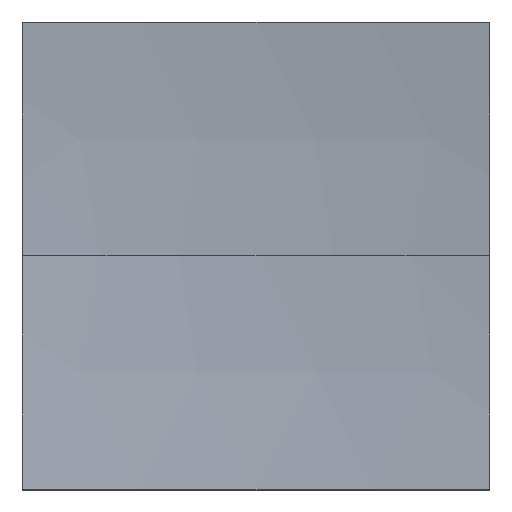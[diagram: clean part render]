
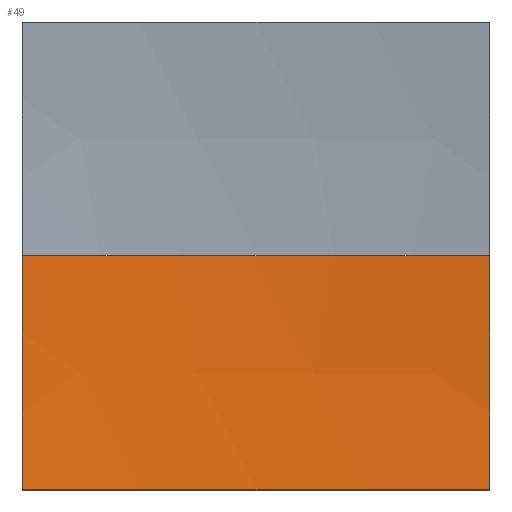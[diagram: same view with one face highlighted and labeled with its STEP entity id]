
A CAD part, top view. The second image highlights one B-rep face of the part: STEP entity #49.
In plain terms, the highlighted spherical face has radius 60 mm.
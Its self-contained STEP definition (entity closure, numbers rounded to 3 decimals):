
#1 = CIRCLE ( 'NONE', #219, 59.674 ) ;
#4 = ORIENTED_EDGE ( 'NONE', *, *, #155, .T. ) ;
#5 = AXIS2_PLACEMENT_3D ( 'NONE', #159, #236, #40 ) ;
#9 = DIRECTION ( 'NONE',  ( 1., 0., 0. ) ) ;
#16 = EDGE_CURVE ( 'NONE', #191, #42, #246, .T. ) ;
#21 = AXIS2_PLACEMENT_3D ( 'NONE', #71, #120, #139 ) ;
#22 = EDGE_CURVE ( 'NONE', #191, #80, #25, .T. ) ;
#25 = CIRCLE ( 'NONE', #130, 59.674 ) ;
#36 = DIRECTION ( 'NONE',  ( -1., 0., 0. ) ) ;
#40 = DIRECTION ( 'NONE',  ( 0., 0., 1. ) ) ;
#41 = ORIENTED_EDGE ( 'NONE', *, *, #16, .F. ) ;
#42 = VERTEX_POINT ( 'NONE', #99 ) ;
#47 = CARTESIAN_POINT ( 'NONE',  ( 6.25, 0., 3.326 ) ) ;
#49 = ADVANCED_FACE ( 'NONE', ( #201 ), #207, .F. ) ;
#51 = CARTESIAN_POINT ( 'NONE',  ( -6.25, 0., 3.326 ) ) ;
#55 = CARTESIAN_POINT ( 'NONE',  ( 6.25, -6.25, 3.655 ) ) ;
#58 = DIRECTION ( 'NONE',  ( 0., 0., -1. ) ) ;
#61 = DIRECTION ( 'NONE',  ( 1., 0., 0. ) ) ;
#68 = CARTESIAN_POINT ( 'NONE',  ( 0., 0., 63. ) ) ;
#70 = CARTESIAN_POINT ( 'NONE',  ( 0., 0., 3. ) ) ;
#71 = CARTESIAN_POINT ( 'NONE',  ( 0., 0., 63. ) ) ;
#78 = CIRCLE ( 'NONE', #21, 60. ) ;
#80 = VERTEX_POINT ( 'NONE', #47 ) ;
#81 = CIRCLE ( 'NONE', #226, 60. ) ;
#98 = VERTEX_POINT ( 'NONE', #51 ) ;
#99 = CARTESIAN_POINT ( 'NONE',  ( -6.25, -6.25, 3.655 ) ) ;
#100 = EDGE_LOOP ( 'NONE', ( #179, #4, #131, #41, #203 ) ) ;
#111 = DIRECTION ( 'NONE',  ( 0., 1., 0. ) ) ;
#120 = DIRECTION ( 'NONE',  ( 0., -1., 0. ) ) ;
#125 = DIRECTION ( 'NONE',  ( 0., 0., -1. ) ) ;
#130 = AXIS2_PLACEMENT_3D ( 'NONE', #199, #61, #58 ) ;
#131 = ORIENTED_EDGE ( 'NONE', *, *, #205, .F. ) ;
#133 = VERTEX_POINT ( 'NONE', #70 ) ;
#139 = DIRECTION ( 'NONE',  ( 0., 0., -1. ) ) ;
#145 = DIRECTION ( 'NONE',  ( 0., 1., 0. ) ) ;
#155 = EDGE_CURVE ( 'NONE', #133, #98, #81, .T. ) ;
#159 = CARTESIAN_POINT ( 'NONE',  ( 0., -6.25, 63. ) ) ;
#167 = DIRECTION ( 'NONE',  ( 1., 0., 0. ) ) ;
#168 = AXIS2_PLACEMENT_3D ( 'NONE', #68, #145, #9 ) ;
#173 = CARTESIAN_POINT ( 'NONE',  ( 0., 0., 63. ) ) ;
#179 = ORIENTED_EDGE ( 'NONE', *, *, #249, .F. ) ;
#191 = VERTEX_POINT ( 'NONE', #55 ) ;
#199 = CARTESIAN_POINT ( 'NONE',  ( 6.25, 0., 63. ) ) ;
#201 = FACE_OUTER_BOUND ( 'NONE', #100, .T. ) ;
#203 = ORIENTED_EDGE ( 'NONE', *, *, #22, .T. ) ;
#205 = EDGE_CURVE ( 'NONE', #42, #98, #1, .T. ) ;
#207 = SPHERICAL_SURFACE ( 'NONE', #168, 60. ) ;
#208 = CARTESIAN_POINT ( 'NONE',  ( -6.25, 0., 63. ) ) ;
#219 = AXIS2_PLACEMENT_3D ( 'NONE', #208, #167, #125 ) ;
#226 = AXIS2_PLACEMENT_3D ( 'NONE', #173, #111, #36 ) ;
#236 = DIRECTION ( 'NONE',  ( 0., 1., 0. ) ) ;
#246 = CIRCLE ( 'NONE', #5, 59.674 ) ;
#249 = EDGE_CURVE ( 'NONE', #133, #80, #78, .T. ) ;
